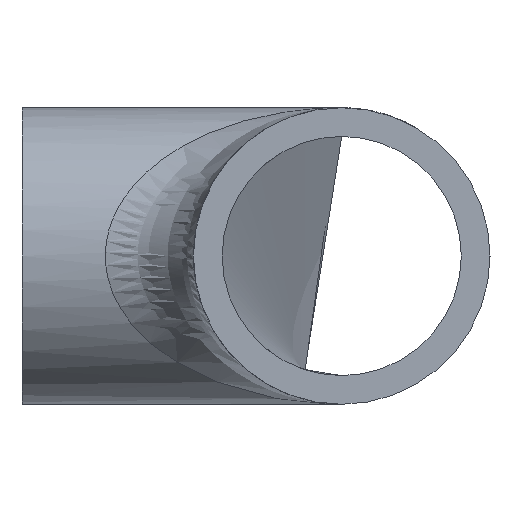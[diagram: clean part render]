
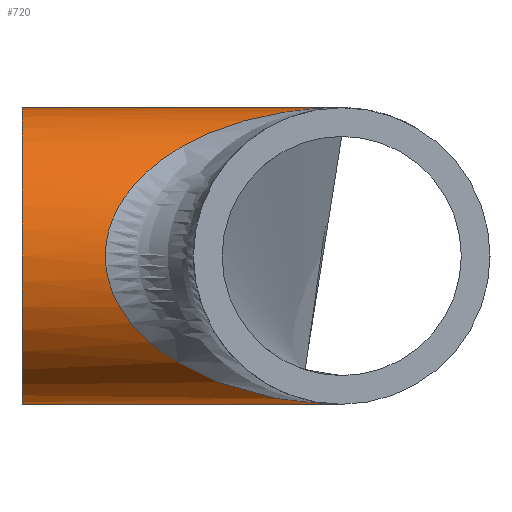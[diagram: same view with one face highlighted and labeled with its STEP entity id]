
A CAD part, left-side view. The second image highlights one B-rep face of the part: STEP entity #720.
In plain terms, the highlighted cylindrical face has radius 13.45 mm (diameter 26.9 mm), a full revolution.
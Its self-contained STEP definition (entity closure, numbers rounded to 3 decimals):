
#560 = ORIENTED_EDGE ( 'NONE', *, *, #14614, .T. ) ;
#720 = ADVANCED_FACE ( 'NONE', ( #988, #3533 ), #1521, .T. ) ;
#988 = FACE_OUTER_BOUND ( 'NONE', #5539, .T. ) ;
#1019 = ORIENTED_EDGE ( 'NONE', *, *, #11246, .F. ) ;
#1415 = CARTESIAN_POINT ( 'NONE',  ( 0., 29., 0. ) ) ;
#1521 = CYLINDRICAL_SURFACE ( 'NONE', #9721, 13.45 ) ;
#1916 = CARTESIAN_POINT ( 'NONE',  ( 26.9, 42.9, 13.45 ) ) ;
#1973 = CARTESIAN_POINT ( 'NONE',  ( 0., 0., -13.45 ) ) ;
#2185 =( BOUNDED_CURVE ( )  B_SPLINE_CURVE ( 3, ( #2452, #7196, #3795, #2547 ),
 .UNSPECIFIED., .F., .F. ) 
 B_SPLINE_CURVE_WITH_KNOTS ( ( 4, 4 ),
 ( 4.712, 7.854 ),
 .UNSPECIFIED. ) 
 CURVE ( )  GEOMETRIC_REPRESENTATION_ITEM ( )  RATIONAL_B_SPLINE_CURVE ( ( 1., 0.333, 0.333, 1. ) ) 
 REPRESENTATION_ITEM ( '' )  );
#2256 = DIRECTION ( 'NONE',  ( 0., 0., -1. ) ) ;
#2452 = CARTESIAN_POINT ( 'NONE',  ( 0., 0., -13.45 ) ) ;
#2546 = CIRCLE ( 'NONE', #4503, 13.45 ) ;
#2547 = CARTESIAN_POINT ( 'NONE',  ( 0., 0., 13.45 ) ) ;
#2674 = DIRECTION ( 'NONE',  ( 0., 1., 0. ) ) ;
#3533 = FACE_OUTER_BOUND ( 'NONE', #9754, .T. ) ;
#3795 = CARTESIAN_POINT ( 'NONE',  ( -26.9, 42.9, 13.45 ) ) ;
#4503 = AXIS2_PLACEMENT_3D ( 'NONE', #1415, #2674, #4988 ) ;
#4988 = DIRECTION ( 'NONE',  ( 0., 0., 1. ) ) ;
#5223 = EDGE_CURVE ( 'NONE', #13459, #13814, #2185, .T. ) ;
#5539 = EDGE_LOOP ( 'NONE', ( #15084, #560 ) ) ;
#6709 = VERTEX_POINT ( 'NONE', #11119 ) ;
#6738 = CARTESIAN_POINT ( 'NONE',  ( 0., 0., 13.45 ) ) ;
#7162 =( BOUNDED_CURVE ( )  B_SPLINE_CURVE ( 3, ( #14899, #1916, #13636, #10127 ),
 .UNSPECIFIED., .F., .F. ) 
 B_SPLINE_CURVE_WITH_KNOTS ( ( 4, 4 ),
 ( 1.571, 4.712 ),
 .UNSPECIFIED. ) 
 CURVE ( )  GEOMETRIC_REPRESENTATION_ITEM ( )  RATIONAL_B_SPLINE_CURVE ( ( 1., 0.333, 0.333, 1. ) ) 
 REPRESENTATION_ITEM ( '' )  );
#7196 = CARTESIAN_POINT ( 'NONE',  ( -26.9, 42.9, -13.45 ) ) ;
#9721 = AXIS2_PLACEMENT_3D ( 'NONE', #10366, #15140, #2256 ) ;
#9754 = EDGE_LOOP ( 'NONE', ( #1019 ) ) ;
#10127 = CARTESIAN_POINT ( 'NONE',  ( 0., 0., -13.45 ) ) ;
#10366 = CARTESIAN_POINT ( 'NONE',  ( 0., 29., 0. ) ) ;
#11119 = CARTESIAN_POINT ( 'NONE',  ( 0., 29., 13.45 ) ) ;
#11246 = EDGE_CURVE ( 'NONE', #6709, #6709, #2546, .T. ) ;
#13459 = VERTEX_POINT ( 'NONE', #1973 ) ;
#13636 = CARTESIAN_POINT ( 'NONE',  ( 26.9, 42.9, -13.45 ) ) ;
#13814 = VERTEX_POINT ( 'NONE', #6738 ) ;
#14614 = EDGE_CURVE ( 'NONE', #13814, #13459, #7162, .T. ) ;
#14899 = CARTESIAN_POINT ( 'NONE',  ( 0., 0., 13.45 ) ) ;
#15084 = ORIENTED_EDGE ( 'NONE', *, *, #5223, .T. ) ;
#15140 = DIRECTION ( 'NONE',  ( 0., -1., 0. ) ) ;
